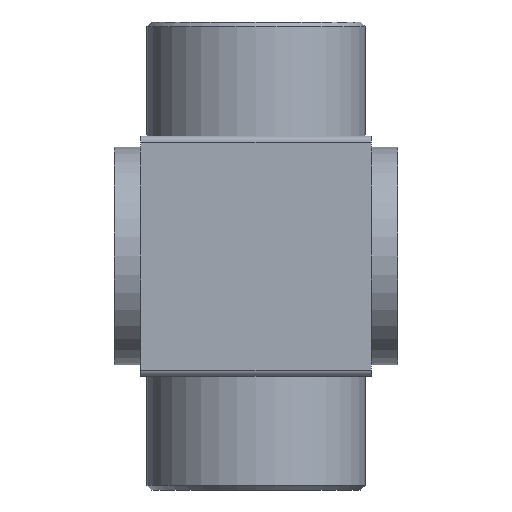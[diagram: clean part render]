
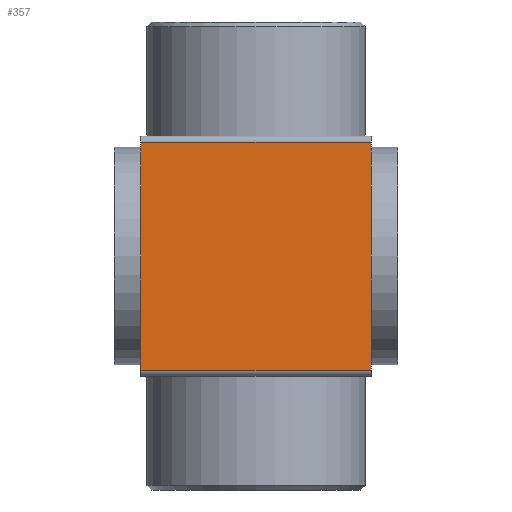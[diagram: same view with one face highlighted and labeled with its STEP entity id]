
A CAD part, left-side view. The second image highlights one B-rep face of the part: STEP entity #357.
In plain terms, the highlighted planar face has unit normal (-1, 0, 0).
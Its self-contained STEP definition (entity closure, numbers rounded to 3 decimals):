
#24=LINE('',#618,#40);
#25=LINE('',#621,#41);
#26=LINE('',#623,#42);
#27=LINE('',#625,#43);
#40=VECTOR('',#454,1000.);
#41=VECTOR('',#455,1000.);
#42=VECTOR('',#456,1000.);
#43=VECTOR('',#457,1000.);
#56=PLANE('',#397);
#94=ORIENTED_EDGE('',*,*,#178,.T.);
#95=ORIENTED_EDGE('',*,*,#179,.F.);
#96=ORIENTED_EDGE('',*,*,#180,.F.);
#97=ORIENTED_EDGE('',*,*,#181,.T.);
#178=EDGE_CURVE('',#220,#221,#24,.T.);
#179=EDGE_CURVE('',#222,#221,#25,.T.);
#180=EDGE_CURVE('',#223,#222,#26,.T.);
#181=EDGE_CURVE('',#223,#220,#27,.T.);
#220=VERTEX_POINT('',#619);
#221=VERTEX_POINT('',#620);
#222=VERTEX_POINT('',#622);
#223=VERTEX_POINT('',#624);
#256=EDGE_LOOP('',(#94,#95,#96,#97));
#302=FACE_BOUND('',#256,.T.);
#357=ADVANCED_FACE('',(#302),#56,.F.);
#397=AXIS2_PLACEMENT_3D('',#617,#452,#453);
#452=DIRECTION('',(1.,0.,0.));
#453=DIRECTION('',(0.,0.,-1.));
#454=DIRECTION('',(0.,0.,1.));
#455=DIRECTION('',(0.,-1.,0.));
#456=DIRECTION('',(0.,0.,1.));
#457=DIRECTION('',(0.,-1.,0.));
#617=CARTESIAN_POINT('',(-10.,9.6,-9.5));
#618=CARTESIAN_POINT('',(-10.,-9.6,-9.5));
#619=CARTESIAN_POINT('',(-10.,-9.6,-9.5));
#620=CARTESIAN_POINT('',(-10.,-9.6,9.5));
#621=CARTESIAN_POINT('',(-10.,9.6,9.5));
#622=CARTESIAN_POINT('',(-10.,9.6,9.5));
#623=CARTESIAN_POINT('',(-10.,9.6,-9.5));
#624=CARTESIAN_POINT('',(-10.,9.6,-9.5));
#625=CARTESIAN_POINT('',(-10.,9.6,-9.5));
